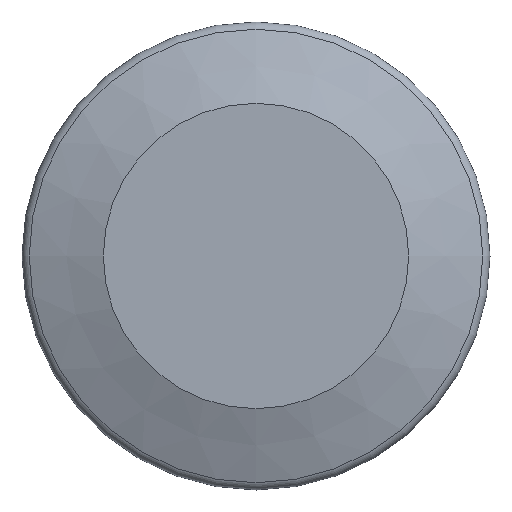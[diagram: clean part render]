
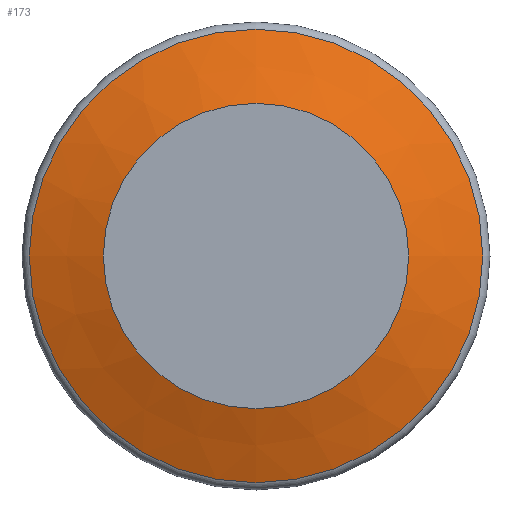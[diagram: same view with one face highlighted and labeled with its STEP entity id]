
A CAD part, left-side view. The second image highlights one B-rep face of the part: STEP entity #173.
In plain terms, the highlighted conical face has half-angle 70 degrees and reference radius 13.783 mm.
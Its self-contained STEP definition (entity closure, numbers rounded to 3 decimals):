
#22=LINE('',#336,#26);
#26=VECTOR('',#278,13.783);
#30=CONICAL_SURFACE('',#218,13.783,1.222);
#38=FACE_OUTER_BOUND('',#50,.T.);
#50=EDGE_LOOP('',(#145,#146,#147,#148,#149));
#68=CIRCLE('',#219,16.474);
#69=CIRCLE('',#220,11.093);
#70=CIRCLE('',#221,16.474);
#85=VERTEX_POINT('',#332);
#86=VERTEX_POINT('',#333);
#87=VERTEX_POINT('',#335);
#106=EDGE_CURVE('',#85,#86,#68,.T.);
#107=EDGE_CURVE('',#85,#87,#22,.T.);
#108=EDGE_CURVE('',#87,#87,#69,.T.);
#109=EDGE_CURVE('',#86,#85,#70,.T.);
#145=ORIENTED_EDGE('',*,*,#106,.F.);
#146=ORIENTED_EDGE('',*,*,#107,.T.);
#147=ORIENTED_EDGE('',*,*,#108,.T.);
#148=ORIENTED_EDGE('',*,*,#107,.F.);
#149=ORIENTED_EDGE('',*,*,#109,.F.);
#173=ADVANCED_FACE('',(#38),#30,.T.);
#218=AXIS2_PLACEMENT_3D('',#331,#274,#275);
#219=AXIS2_PLACEMENT_3D('',#334,#276,#277);
#220=AXIS2_PLACEMENT_3D('',#337,#279,#280);
#221=AXIS2_PLACEMENT_3D('',#338,#281,#282);
#274=DIRECTION('center_axis',(1.,0.,0.));
#275=DIRECTION('ref_axis',(0.,1.,0.));
#276=DIRECTION('center_axis',(1.,0.,0.));
#277=DIRECTION('ref_axis',(0.,0.,-1.));
#278=DIRECTION('',(-0.342,0.94,0.));
#279=DIRECTION('center_axis',(1.,0.,0.));
#280=DIRECTION('ref_axis',(0.,0.,-1.));
#281=DIRECTION('center_axis',(1.,0.,0.));
#282=DIRECTION('ref_axis',(0.,0.,-1.));
#331=CARTESIAN_POINT('Origin',(-4.021,0.,0.));
#332=CARTESIAN_POINT('',(-3.042,-16.474,0.));
#333=CARTESIAN_POINT('',(-3.042,0.,16.474));
#334=CARTESIAN_POINT('Origin',(-3.042,0.,0.));
#335=CARTESIAN_POINT('',(-5.,-11.093,0.));
#336=CARTESIAN_POINT('',(-4.021,-13.783,0.));
#337=CARTESIAN_POINT('Origin',(-5.,0.,0.));
#338=CARTESIAN_POINT('Origin',(-3.042,0.,0.));
